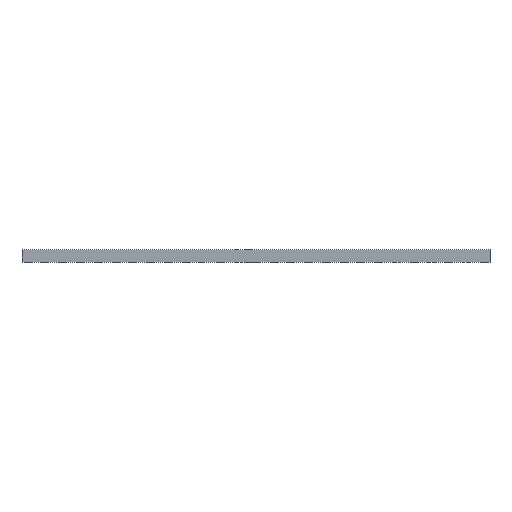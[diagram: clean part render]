
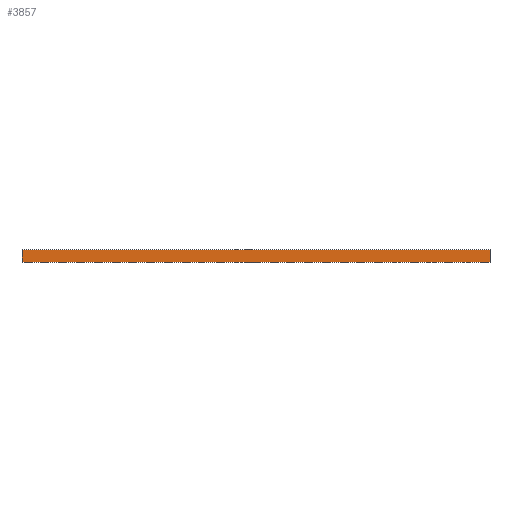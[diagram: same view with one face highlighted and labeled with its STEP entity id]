
A CAD part, top view. The second image highlights one B-rep face of the part: STEP entity #3857.
In plain terms, the highlighted planar face has unit normal (0, 0, 1).
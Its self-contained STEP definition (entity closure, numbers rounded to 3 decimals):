
#565 = EDGE_CURVE ( 'NONE', #2998, #2566, #2874, .T. ) ;
#855 = EDGE_CURVE ( 'NONE', #2998, #1892, #1788, .T. ) ;
#947 = ORIENTED_EDGE ( 'NONE', *, *, #855, .F. ) ;
#1068 = EDGE_LOOP ( 'NONE', ( #3525, #947, #1863, #2614 ) ) ;
#1125 = CARTESIAN_POINT ( 'NONE',  ( 2000., 0., -24.2 ) ) ;
#1398 = CARTESIAN_POINT ( 'NONE',  ( 0., 55., -24.2 ) ) ;
#1413 = CARTESIAN_POINT ( 'NONE',  ( 0., 0., -24.2 ) ) ;
#1437 = DIRECTION ( 'NONE',  ( 1., 0., 0. ) ) ;
#1493 = CARTESIAN_POINT ( 'NONE',  ( 2000., 55., -24.2 ) ) ;
#1596 = VECTOR ( 'NONE', #2844, 1000. ) ;
#1680 = FACE_OUTER_BOUND ( 'NONE', #1068, .T. ) ;
#1788 = LINE ( 'NONE', #3814, #1596 ) ;
#1856 = DIRECTION ( 'NONE',  ( -1., 0., 0. ) ) ;
#1863 = ORIENTED_EDGE ( 'NONE', *, *, #565, .T. ) ;
#1892 = VERTEX_POINT ( 'NONE', #3567 ) ;
#2371 = DIRECTION ( 'NONE',  ( 0., 1., 0. ) ) ;
#2404 = VERTEX_POINT ( 'NONE', #1398 ) ;
#2430 = EDGE_CURVE ( 'NONE', #1892, #2404, #3080, .T. ) ;
#2566 = VERTEX_POINT ( 'NONE', #1493 ) ;
#2567 = DIRECTION ( 'NONE',  ( 0., 1., 0. ) ) ;
#2614 = ORIENTED_EDGE ( 'NONE', *, *, #4061, .T. ) ;
#2729 = VECTOR ( 'NONE', #2567, 1000. ) ;
#2820 = VECTOR ( 'NONE', #2371, 1000. ) ;
#2844 = DIRECTION ( 'NONE',  ( -1., 0., 0. ) ) ;
#2874 = LINE ( 'NONE', #3531, #2729 ) ;
#2998 = VERTEX_POINT ( 'NONE', #3650 ) ;
#3045 = PLANE ( 'NONE',  #4043 ) ;
#3080 = LINE ( 'NONE', #1413, #2820 ) ;
#3097 = LINE ( 'NONE', #3797, #3959 ) ;
#3379 = DIRECTION ( 'NONE',  ( 0., 0., 1. ) ) ;
#3525 = ORIENTED_EDGE ( 'NONE', *, *, #2430, .F. ) ;
#3531 = CARTESIAN_POINT ( 'NONE',  ( 2000., 0., -24.2 ) ) ;
#3567 = CARTESIAN_POINT ( 'NONE',  ( 0., 0.81, -24.2 ) ) ;
#3650 = CARTESIAN_POINT ( 'NONE',  ( 2000., 0.81, -24.2 ) ) ;
#3797 = CARTESIAN_POINT ( 'NONE',  ( 2000., 55., -24.2 ) ) ;
#3814 = CARTESIAN_POINT ( 'NONE',  ( 2000., 0.81, -24.2 ) ) ;
#3857 = ADVANCED_FACE ( 'NONE', ( #1680 ), #3045, .T. ) ;
#3959 = VECTOR ( 'NONE', #1856, 1000. ) ;
#4043 = AXIS2_PLACEMENT_3D ( 'NONE', #1125, #3379, #1437 ) ;
#4061 = EDGE_CURVE ( 'NONE', #2566, #2404, #3097, .T. ) ;
